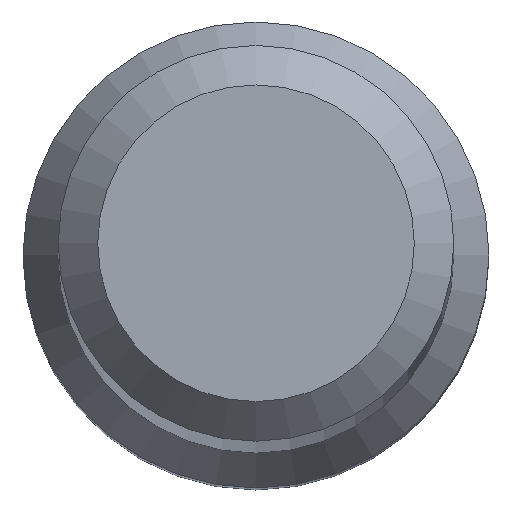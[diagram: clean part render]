
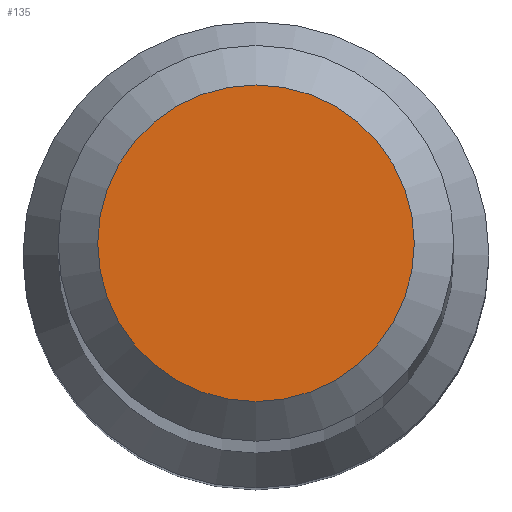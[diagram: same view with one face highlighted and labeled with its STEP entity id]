
A CAD part, top view. The second image highlights one B-rep face of the part: STEP entity #135.
In plain terms, the highlighted planar face has unit normal (0, 0, 1).
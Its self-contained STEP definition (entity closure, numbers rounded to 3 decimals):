
#9 = CARTESIAN_POINT ( 'NONE',  ( 0., 1.6, 80. ) ) ;
#28 = EDGE_LOOP ( 'NONE', ( #119 ) ) ;
#36 = AXIS2_PLACEMENT_3D ( 'NONE', #66, #159, #227 ) ;
#47 = PLANE ( 'NONE',  #36 ) ;
#66 = CARTESIAN_POINT ( 'NONE',  ( 0., 0., 80. ) ) ;
#67 = DIRECTION ( 'NONE',  ( 0., 0., -1. ) ) ;
#119 = ORIENTED_EDGE ( 'NONE', *, *, #178, .F. ) ;
#130 = VERTEX_POINT ( 'NONE', #9 ) ;
#133 = AXIS2_PLACEMENT_3D ( 'NONE', #203, #67, #136 ) ;
#135 = ADVANCED_FACE ( 'NONE', ( #219 ), #47, .F. ) ;
#136 = DIRECTION ( 'NONE',  ( 0., 1., 0. ) ) ;
#159 = DIRECTION ( 'NONE',  ( 0., 0., -1. ) ) ;
#178 = EDGE_CURVE ( 'NONE', #130, #130, #230, .T. ) ;
#203 = CARTESIAN_POINT ( 'NONE',  ( 0., 0., 80. ) ) ;
#219 = FACE_OUTER_BOUND ( 'NONE', #28, .T. ) ;
#227 = DIRECTION ( 'NONE',  ( 0., 1., 0. ) ) ;
#230 = CIRCLE ( 'NONE', #133, 1.6 ) ;
